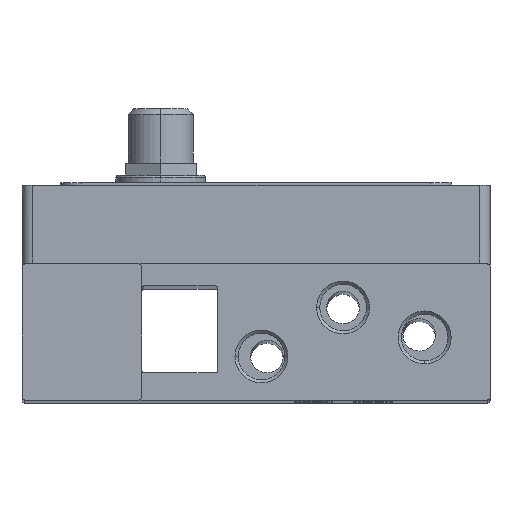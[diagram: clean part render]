
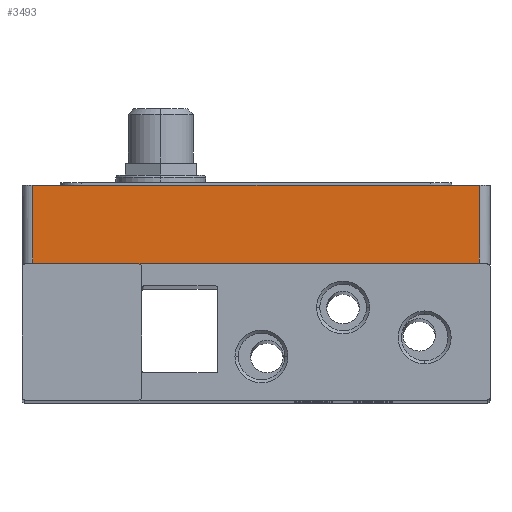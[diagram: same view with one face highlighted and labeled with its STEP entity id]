
A CAD part, top view. The second image highlights one B-rep face of the part: STEP entity #3493.
In plain terms, the highlighted planar face has unit normal (0, 0, 1).
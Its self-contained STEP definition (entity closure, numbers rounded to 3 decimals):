
#271 = EDGE_CURVE ( 'NONE', #884, #18453, #13672, .T. ) ;
#371 = CARTESIAN_POINT ( 'NONE',  ( 84., 25., 20.5 ) ) ;
#602 = CARTESIAN_POINT ( 'NONE',  ( 2., 39.5, 20.5 ) ) ;
#630 = ORIENTED_EDGE ( 'NONE', *, *, #14676, .F. ) ;
#884 = VERTEX_POINT ( 'NONE', #14311 ) ;
#2908 = VECTOR ( 'NONE', #10095, 1000. ) ;
#3443 = VERTEX_POINT ( 'NONE', #8433 ) ;
#3493 = ADVANCED_FACE ( 'NONE', ( #11345 ), #6711, .F. ) ;
#3573 = CARTESIAN_POINT ( 'NONE',  ( 85.5, 25., 20.5 ) ) ;
#3619 = VECTOR ( 'NONE', #18539, 1000. ) ;
#4644 = EDGE_CURVE ( 'NONE', #884, #9864, #6165, .T. ) ;
#5838 = CARTESIAN_POINT ( 'NONE',  ( 2., 39.5, 20.5 ) ) ;
#6165 = LINE ( 'NONE', #602, #18792 ) ;
#6711 = PLANE ( 'NONE',  #15865 ) ;
#8127 = ORIENTED_EDGE ( 'NONE', *, *, #15002, .F. ) ;
#8433 = CARTESIAN_POINT ( 'NONE',  ( 84., 39.5, 20.5 ) ) ;
#9858 = ORIENTED_EDGE ( 'NONE', *, *, #271, .T. ) ;
#9864 = VERTEX_POINT ( 'NONE', #17534 ) ;
#10095 = DIRECTION ( 'NONE',  ( 1., 0., 0. ) ) ;
#10333 = EDGE_LOOP ( 'NONE', ( #8127, #630, #10510, #9858 ) ) ;
#10510 = ORIENTED_EDGE ( 'NONE', *, *, #4644, .F. ) ;
#11255 = DIRECTION ( 'NONE',  ( -1., 0., 0. ) ) ;
#11345 = FACE_OUTER_BOUND ( 'NONE', #10333, .T. ) ;
#13097 = LINE ( 'NONE', #5838, #2908 ) ;
#13672 = LINE ( 'NONE', #3573, #17876 ) ;
#14311 = CARTESIAN_POINT ( 'NONE',  ( 2., 25., 20.5 ) ) ;
#14676 = EDGE_CURVE ( 'NONE', #9864, #3443, #13097, .T. ) ;
#14935 = DIRECTION ( 'NONE',  ( 1., 0., 0. ) ) ;
#15002 = EDGE_CURVE ( 'NONE', #3443, #18453, #15533, .T. ) ;
#15383 = DIRECTION ( 'NONE',  ( 0., 1., 0. ) ) ;
#15533 = LINE ( 'NONE', #17083, #3619 ) ;
#15821 = DIRECTION ( 'NONE',  ( 0., 0., -1. ) ) ;
#15865 = AXIS2_PLACEMENT_3D ( 'NONE', #17469, #15821, #11255 ) ;
#17083 = CARTESIAN_POINT ( 'NONE',  ( 84., 39.5, 20.5 ) ) ;
#17469 = CARTESIAN_POINT ( 'NONE',  ( 2., 39.5, 20.5 ) ) ;
#17534 = CARTESIAN_POINT ( 'NONE',  ( 2., 39.5, 20.5 ) ) ;
#17876 = VECTOR ( 'NONE', #14935, 1000. ) ;
#18453 = VERTEX_POINT ( 'NONE', #371 ) ;
#18539 = DIRECTION ( 'NONE',  ( 0., -1., 0. ) ) ;
#18792 = VECTOR ( 'NONE', #15383, 1000. ) ;
